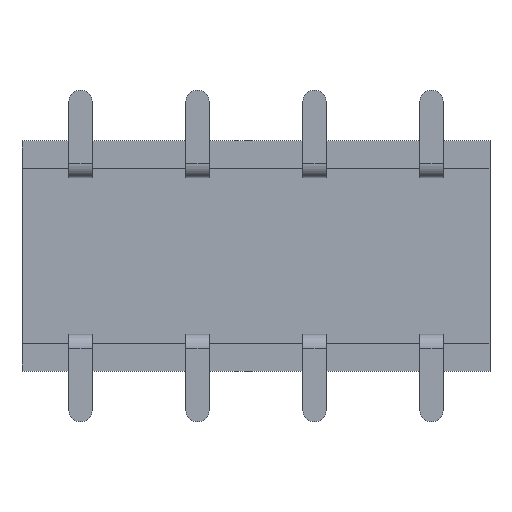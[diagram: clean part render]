
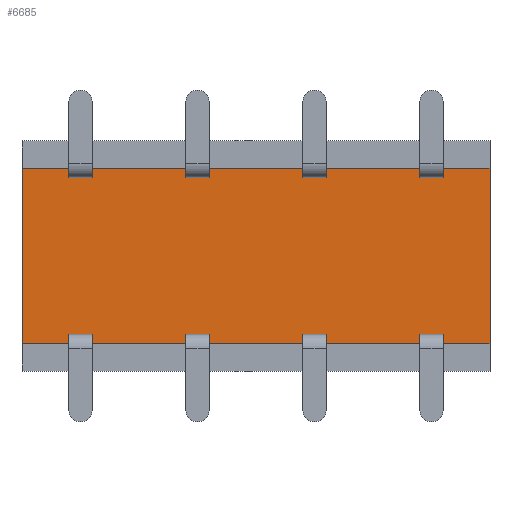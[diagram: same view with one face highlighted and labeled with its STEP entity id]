
A CAD part, front view. The second image highlights one B-rep face of the part: STEP entity #6685.
In plain terms, the highlighted planar face has unit normal (0, -1, 0).
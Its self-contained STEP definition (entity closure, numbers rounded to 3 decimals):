
#543=FACE_OUTER_BOUND('',#925,.T.);
#925=EDGE_LOOP('',(#5211,#5212,#5213,#5214,#5215,#5216,#5217,#5218,#5219,
#5220,#5221,#5222,#5223,#5224,#5225,#5226,#5227,#5228,#5229,#5230,#5231,
#5232,#5233,#5234,#5235,#5236,#5237,#5238,#5239,#5240,#5241,#5242,#5243,
#5244,#5245,#5246));
#1136=LINE('',#9412,#1904);
#1141=LINE('',#9421,#1909);
#1143=LINE('',#9426,#1911);
#1156=LINE('',#9459,#1924);
#1159=LINE('',#9467,#1927);
#1172=LINE('',#9500,#1940);
#1174=LINE('',#9503,#1942);
#1175=LINE('',#9505,#1943);
#1177=LINE('',#9508,#1945);
#1421=LINE('',#10186,#2189);
#1424=LINE('',#10193,#2192);
#1429=LINE('',#10204,#2197);
#1440=LINE('',#10237,#2208);
#1443=LINE('',#10244,#2211);
#1448=LINE('',#10255,#2216);
#1495=LINE('',#10355,#2263);
#1516=LINE('',#10395,#2284);
#1518=LINE('',#10399,#2286);
#1519=LINE('',#10403,#2287);
#1523=LINE('',#10411,#2291);
#1525=LINE('',#10415,#2293);
#1526=LINE('',#10417,#2294);
#1527=LINE('',#10419,#2295);
#1528=LINE('',#10421,#2296);
#1529=LINE('',#10423,#2297);
#1530=LINE('',#10425,#2298);
#1531=LINE('',#10427,#2299);
#1532=LINE('',#10428,#2300);
#1533=LINE('',#10430,#2301);
#1534=LINE('',#10432,#2302);
#1535=LINE('',#10434,#2303);
#1536=LINE('',#10436,#2304);
#1537=LINE('',#10438,#2305);
#1538=LINE('',#10440,#2306);
#1539=LINE('',#10442,#2307);
#1540=LINE('',#10443,#2308);
#1904=VECTOR('',#7481,1.);
#1909=VECTOR('',#7488,1.);
#1911=VECTOR('',#7492,1.);
#1924=VECTOR('',#7517,1.);
#1927=VECTOR('',#7522,1.);
#1940=VECTOR('',#7547,1.);
#1942=VECTOR('',#7551,1.);
#1943=VECTOR('',#7554,1.);
#1945=VECTOR('',#7558,1.);
#2189=VECTOR('',#8232,1.);
#2192=VECTOR('',#8237,1.);
#2197=VECTOR('',#8246,1.);
#2208=VECTOR('',#8279,1.);
#2211=VECTOR('',#8284,1.);
#2216=VECTOR('',#8293,1.);
#2263=VECTOR('',#8386,1.);
#2284=VECTOR('',#8425,1.);
#2286=VECTOR('',#8431,1.);
#2287=VECTOR('',#8436,1.);
#2291=VECTOR('',#8442,1.);
#2293=VECTOR('',#8446,1.);
#2294=VECTOR('',#8447,1.);
#2295=VECTOR('',#8448,1.);
#2296=VECTOR('',#8449,1.);
#2297=VECTOR('',#8450,1.);
#2298=VECTOR('',#8451,1.);
#2299=VECTOR('',#8452,1.);
#2300=VECTOR('',#8453,1.);
#2301=VECTOR('',#8454,1.);
#2302=VECTOR('',#8455,1.);
#2303=VECTOR('',#8456,1.);
#2304=VECTOR('',#8457,1.);
#2305=VECTOR('',#8458,1.);
#2306=VECTOR('',#8459,1.);
#2307=VECTOR('',#8460,1.);
#2308=VECTOR('',#8461,1.);
#2672=VERTEX_POINT('',#9409);
#2673=VERTEX_POINT('',#9411);
#2676=VERTEX_POINT('',#9418);
#2678=VERTEX_POINT('',#9425);
#2686=VERTEX_POINT('',#9445);
#2692=VERTEX_POINT('',#9457);
#2695=VERTEX_POINT('',#9464);
#2696=VERTEX_POINT('',#9466);
#2704=VERTEX_POINT('',#9486);
#2710=VERTEX_POINT('',#9498);
#2923=VERTEX_POINT('',#10172);
#2929=VERTEX_POINT('',#10184);
#2931=VERTEX_POINT('',#10190);
#2932=VERTEX_POINT('',#10192);
#2941=VERTEX_POINT('',#10223);
#2947=VERTEX_POINT('',#10235);
#2949=VERTEX_POINT('',#10241);
#2950=VERTEX_POINT('',#10243);
#2983=VERTEX_POINT('',#10352);
#2984=VERTEX_POINT('',#10354);
#2995=VERTEX_POINT('',#10402);
#2998=VERTEX_POINT('',#10410);
#2999=VERTEX_POINT('',#10414);
#3000=VERTEX_POINT('',#10416);
#3001=VERTEX_POINT('',#10418);
#3002=VERTEX_POINT('',#10420);
#3003=VERTEX_POINT('',#10422);
#3004=VERTEX_POINT('',#10424);
#3005=VERTEX_POINT('',#10426);
#3006=VERTEX_POINT('',#10429);
#3007=VERTEX_POINT('',#10431);
#3008=VERTEX_POINT('',#10433);
#3009=VERTEX_POINT('',#10435);
#3010=VERTEX_POINT('',#10437);
#3011=VERTEX_POINT('',#10439);
#3012=VERTEX_POINT('',#10441);
#3312=EDGE_CURVE('',#2672,#2673,#1136,.T.);
#3317=EDGE_CURVE('',#2676,#2673,#1141,.T.);
#3319=EDGE_CURVE('',#2676,#2678,#1143,.T.);
#3336=EDGE_CURVE('',#2686,#2692,#1156,.T.);
#3339=EDGE_CURVE('',#2695,#2696,#1159,.T.);
#3356=EDGE_CURVE('',#2704,#2710,#1172,.T.);
#3358=EDGE_CURVE('',#2672,#2704,#1174,.T.);
#3359=EDGE_CURVE('',#2692,#2678,#1175,.T.);
#3361=EDGE_CURVE('',#2710,#2696,#1177,.T.);
#3692=EDGE_CURVE('',#2923,#2929,#1421,.T.);
#3695=EDGE_CURVE('',#2931,#2932,#1424,.T.);
#3701=EDGE_CURVE('',#2929,#2932,#1429,.T.);
#3717=EDGE_CURVE('',#2941,#2947,#1440,.T.);
#3720=EDGE_CURVE('',#2949,#2950,#1443,.T.);
#3726=EDGE_CURVE('',#2947,#2950,#1448,.T.);
#3775=EDGE_CURVE('',#2984,#2983,#1495,.T.);
#3796=EDGE_CURVE('',#2983,#2941,#1516,.T.);
#3798=EDGE_CURVE('',#2931,#2984,#1518,.T.);
#3799=EDGE_CURVE('',#2695,#2995,#1519,.T.);
#3803=EDGE_CURVE('',#2998,#2686,#1523,.T.);
#3805=EDGE_CURVE('',#2995,#2999,#1525,.T.);
#3806=EDGE_CURVE('',#2999,#3000,#1526,.T.);
#3807=EDGE_CURVE('',#3001,#3000,#1527,.T.);
#3808=EDGE_CURVE('',#3001,#3002,#1528,.T.);
#3809=EDGE_CURVE('',#3002,#3003,#1529,.T.);
#3810=EDGE_CURVE('',#3003,#3004,#1530,.T.);
#3811=EDGE_CURVE('',#3005,#3004,#1531,.T.);
#3812=EDGE_CURVE('',#3005,#2923,#1532,.T.);
#3813=EDGE_CURVE('',#2949,#3006,#1533,.T.);
#3814=EDGE_CURVE('',#3006,#3007,#1534,.T.);
#3815=EDGE_CURVE('',#3007,#3008,#1535,.T.);
#3816=EDGE_CURVE('',#3009,#3008,#1536,.T.);
#3817=EDGE_CURVE('',#3009,#3010,#1537,.T.);
#3818=EDGE_CURVE('',#3010,#3011,#1538,.T.);
#3819=EDGE_CURVE('',#3011,#3012,#1539,.T.);
#3820=EDGE_CURVE('',#2998,#3012,#1540,.T.);
#5211=ORIENTED_EDGE('',*,*,#3803,.T.);
#5212=ORIENTED_EDGE('',*,*,#3336,.T.);
#5213=ORIENTED_EDGE('',*,*,#3359,.T.);
#5214=ORIENTED_EDGE('',*,*,#3319,.F.);
#5215=ORIENTED_EDGE('',*,*,#3317,.T.);
#5216=ORIENTED_EDGE('',*,*,#3312,.F.);
#5217=ORIENTED_EDGE('',*,*,#3358,.T.);
#5218=ORIENTED_EDGE('',*,*,#3356,.T.);
#5219=ORIENTED_EDGE('',*,*,#3361,.T.);
#5220=ORIENTED_EDGE('',*,*,#3339,.F.);
#5221=ORIENTED_EDGE('',*,*,#3799,.T.);
#5222=ORIENTED_EDGE('',*,*,#3805,.T.);
#5223=ORIENTED_EDGE('',*,*,#3806,.T.);
#5224=ORIENTED_EDGE('',*,*,#3807,.F.);
#5225=ORIENTED_EDGE('',*,*,#3808,.T.);
#5226=ORIENTED_EDGE('',*,*,#3809,.T.);
#5227=ORIENTED_EDGE('',*,*,#3810,.T.);
#5228=ORIENTED_EDGE('',*,*,#3811,.F.);
#5229=ORIENTED_EDGE('',*,*,#3812,.T.);
#5230=ORIENTED_EDGE('',*,*,#3692,.T.);
#5231=ORIENTED_EDGE('',*,*,#3701,.T.);
#5232=ORIENTED_EDGE('',*,*,#3695,.F.);
#5233=ORIENTED_EDGE('',*,*,#3798,.T.);
#5234=ORIENTED_EDGE('',*,*,#3775,.T.);
#5235=ORIENTED_EDGE('',*,*,#3796,.T.);
#5236=ORIENTED_EDGE('',*,*,#3717,.T.);
#5237=ORIENTED_EDGE('',*,*,#3726,.T.);
#5238=ORIENTED_EDGE('',*,*,#3720,.F.);
#5239=ORIENTED_EDGE('',*,*,#3813,.T.);
#5240=ORIENTED_EDGE('',*,*,#3814,.T.);
#5241=ORIENTED_EDGE('',*,*,#3815,.T.);
#5242=ORIENTED_EDGE('',*,*,#3816,.F.);
#5243=ORIENTED_EDGE('',*,*,#3817,.T.);
#5244=ORIENTED_EDGE('',*,*,#3818,.T.);
#5245=ORIENTED_EDGE('',*,*,#3819,.T.);
#5246=ORIENTED_EDGE('',*,*,#3820,.F.);
#6367=PLANE('',#7182);
#6685=ADVANCED_FACE('',(#543),#6367,.T.);
#7182=AXIS2_PLACEMENT_3D('',#10413,#8444,#8445);
#7481=DIRECTION('',(0.,0.,1.));
#7488=DIRECTION('',(-1.,0.,0.));
#7492=DIRECTION('',(0.,0.,-1.));
#7517=DIRECTION('',(0.,0.,-1.));
#7522=DIRECTION('',(0.,0.,1.));
#7547=DIRECTION('',(0.,0.,1.));
#7551=DIRECTION('',(1.,0.,0.));
#7554=DIRECTION('',(-1.,0.,0.));
#7558=DIRECTION('',(1.,0.,0.));
#8232=DIRECTION('',(0.,0.,1.));
#8237=DIRECTION('',(0.,0.,1.));
#8246=DIRECTION('',(1.,0.,0.));
#8279=DIRECTION('',(0.,0.,-1.));
#8284=DIRECTION('',(0.,0.,-1.));
#8293=DIRECTION('',(-1.,0.,0.));
#8386=DIRECTION('',(0.,0.,1.));
#8425=DIRECTION('',(-1.,0.,0.));
#8431=DIRECTION('',(1.,0.,0.));
#8436=DIRECTION('',(1.,0.,0.));
#8442=DIRECTION('',(-1.,0.,0.));
#8444=DIRECTION('center_axis',(0.,-1.,0.));
#8445=DIRECTION('ref_axis',(-1.,0.,0.));
#8446=DIRECTION('',(0.,0.,1.));
#8447=DIRECTION('',(1.,0.,0.));
#8448=DIRECTION('',(0.,0.,1.));
#8449=DIRECTION('',(1.,0.,0.));
#8450=DIRECTION('',(0.,0.,1.));
#8451=DIRECTION('',(1.,0.,0.));
#8452=DIRECTION('',(0.,0.,1.));
#8453=DIRECTION('',(1.,0.,0.));
#8454=DIRECTION('',(-1.,0.,0.));
#8455=DIRECTION('',(0.,0.,-1.));
#8456=DIRECTION('',(-1.,0.,0.));
#8457=DIRECTION('',(0.,0.,-1.));
#8458=DIRECTION('',(-1.,0.,0.));
#8459=DIRECTION('',(0.,0.,-1.));
#8460=DIRECTION('',(-1.,0.,0.));
#8461=DIRECTION('',(0.,0.,-1.));
#9409=CARTESIAN_POINT('',(-5.08,0.2,-4.4));
#9411=CARTESIAN_POINT('',(-5.08,0.2,-0.6));
#9412=CARTESIAN_POINT('',(-5.08,0.2,-4.4));
#9418=CARTESIAN_POINT('',(-4.06,0.2,-0.6));
#9421=CARTESIAN_POINT('',(-4.55,0.2,-0.6));
#9425=CARTESIAN_POINT('',(-4.06,0.2,-0.8));
#9426=CARTESIAN_POINT('',(-4.06,0.2,-0.6));
#9445=CARTESIAN_POINT('',(-3.56,0.2,-0.6));
#9457=CARTESIAN_POINT('',(-3.56,0.2,-0.8));
#9459=CARTESIAN_POINT('',(-3.56,0.2,-0.6));
#9464=CARTESIAN_POINT('',(-3.56,0.2,-4.4));
#9466=CARTESIAN_POINT('',(-3.56,0.2,-4.2));
#9467=CARTESIAN_POINT('',(-3.56,0.2,-4.4));
#9486=CARTESIAN_POINT('',(-4.06,0.2,-4.4));
#9498=CARTESIAN_POINT('',(-4.06,0.2,-4.2));
#9500=CARTESIAN_POINT('',(-4.06,0.2,-4.4));
#9503=CARTESIAN_POINT('',(-5.08,0.2,-4.4));
#9505=CARTESIAN_POINT('',(-3.81,0.2,-0.8));
#9508=CARTESIAN_POINT('',(-3.81,0.2,-4.2));
#10172=CARTESIAN_POINT('',(3.56,0.2,-4.4));
#10184=CARTESIAN_POINT('',(3.56,0.2,-4.2));
#10186=CARTESIAN_POINT('',(3.56,0.2,-4.4));
#10190=CARTESIAN_POINT('',(4.06,0.2,-4.4));
#10192=CARTESIAN_POINT('',(4.06,0.2,-4.2));
#10193=CARTESIAN_POINT('',(4.06,0.2,-4.4));
#10204=CARTESIAN_POINT('',(3.81,0.2,-4.2));
#10223=CARTESIAN_POINT('',(4.06,0.2,-0.6));
#10235=CARTESIAN_POINT('',(4.06,0.2,-0.8));
#10237=CARTESIAN_POINT('',(4.06,0.2,-0.6));
#10241=CARTESIAN_POINT('',(3.56,0.2,-0.6));
#10243=CARTESIAN_POINT('',(3.56,0.2,-0.8));
#10244=CARTESIAN_POINT('',(3.56,0.2,-0.6));
#10255=CARTESIAN_POINT('',(3.81,0.2,-0.8));
#10352=CARTESIAN_POINT('',(5.08,0.2,-0.6));
#10354=CARTESIAN_POINT('',(5.08,0.2,-4.4));
#10355=CARTESIAN_POINT('',(5.08,0.2,-4.4));
#10395=CARTESIAN_POINT('',(5.08,0.2,-0.6));
#10399=CARTESIAN_POINT('',(4.55,0.2,-4.4));
#10402=CARTESIAN_POINT('',(-1.52,0.2,-4.4));
#10403=CARTESIAN_POINT('',(-3.07,0.2,-4.4));
#10410=CARTESIAN_POINT('',(-1.52,0.2,-0.6));
#10411=CARTESIAN_POINT('',(-2.01,0.2,-0.6));
#10413=CARTESIAN_POINT('Origin',(2.54,0.2,-2.5));
#10414=CARTESIAN_POINT('',(-1.52,0.2,-4.2));
#10415=CARTESIAN_POINT('',(-1.52,0.2,-4.4));
#10416=CARTESIAN_POINT('',(-1.02,0.2,-4.2));
#10417=CARTESIAN_POINT('',(-1.27,0.2,-4.2));
#10418=CARTESIAN_POINT('',(-1.02,0.2,-4.4));
#10419=CARTESIAN_POINT('',(-1.02,0.2,-4.4));
#10420=CARTESIAN_POINT('',(1.02,0.2,-4.4));
#10421=CARTESIAN_POINT('',(0.,0.2,-4.4));
#10422=CARTESIAN_POINT('',(1.02,0.2,-4.2));
#10423=CARTESIAN_POINT('',(1.02,0.2,-4.4));
#10424=CARTESIAN_POINT('',(1.52,0.2,-4.2));
#10425=CARTESIAN_POINT('',(1.27,0.2,-4.2));
#10426=CARTESIAN_POINT('',(1.52,0.2,-4.4));
#10427=CARTESIAN_POINT('',(1.52,0.2,-4.4));
#10428=CARTESIAN_POINT('',(2.01,0.2,-4.4));
#10429=CARTESIAN_POINT('',(1.52,0.2,-0.6));
#10430=CARTESIAN_POINT('',(3.07,0.2,-0.6));
#10431=CARTESIAN_POINT('',(1.52,0.2,-0.8));
#10432=CARTESIAN_POINT('',(1.52,0.2,-0.6));
#10433=CARTESIAN_POINT('',(1.02,0.2,-0.8));
#10434=CARTESIAN_POINT('',(1.27,0.2,-0.8));
#10435=CARTESIAN_POINT('',(1.02,0.2,-0.6));
#10436=CARTESIAN_POINT('',(1.02,0.2,-0.6));
#10437=CARTESIAN_POINT('',(-1.02,0.2,-0.6));
#10438=CARTESIAN_POINT('',(0.53,0.2,-0.6));
#10439=CARTESIAN_POINT('',(-1.02,0.2,-0.8));
#10440=CARTESIAN_POINT('',(-1.02,0.2,-0.6));
#10441=CARTESIAN_POINT('',(-1.52,0.2,-0.8));
#10442=CARTESIAN_POINT('',(-1.27,0.2,-0.8));
#10443=CARTESIAN_POINT('',(-1.52,0.2,-0.6));
